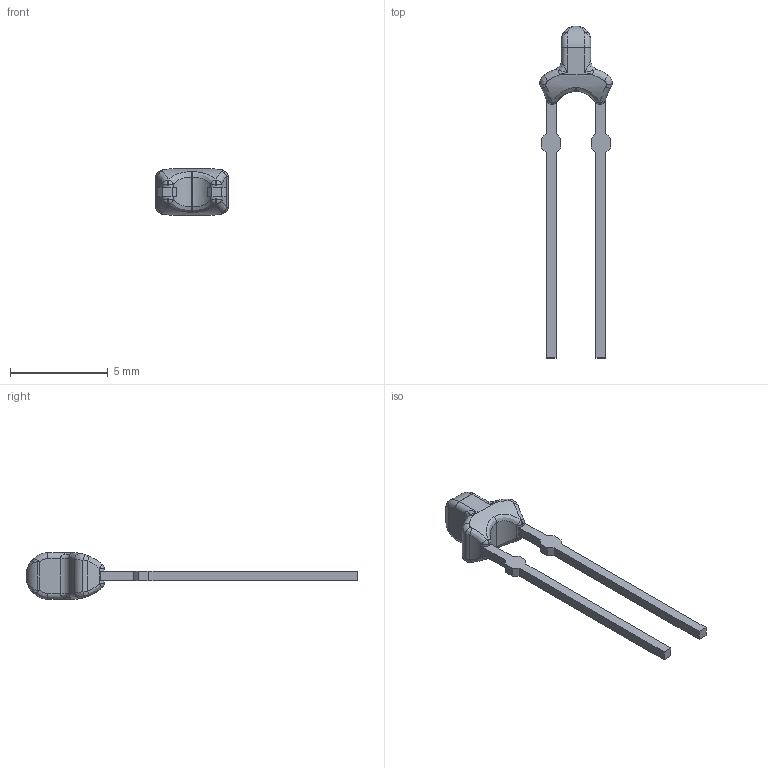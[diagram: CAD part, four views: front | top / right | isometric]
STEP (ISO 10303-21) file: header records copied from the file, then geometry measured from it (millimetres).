
FILE_DESCRIPTION (( 'STEP AP214' ), '1' );
FILE_NAME ('103AT-2.STEP', '2023-09-22T09:23:30', ( '' ), ( '' ), 'SwSTEP 2.0', 'SolidWorks 2022', '' );
FILE_SCHEMA (( 'AUTOMOTIVE_DESIGN' ));
Length unit declared in the file: millimetre
Products named in the file (1): 103AT-2
Bounding box: 3.7 x 17 x 2.4 mm (x, y, z)
Volume: 23.7 mm3; surface area: 94.2 mm2
Topology: 1 solids, 1 shells, 135 faces, 344 edges, 189 vertices
Faces by surface type: bspline 54, plane 34, cylinder 31, sphere 12, torus 4
Entity records: 6421 total; most frequent: CARTESIAN_POINT 2201, ORIENTED_EDGE 644, DIRECTION 446, EDGE_CURVE 322, VERTEX_POINT 189, AXIS2_PLACEMENT_3D 162, UNCERTAINTY_MEASURE_WITH_UNIT 138, FILL_AREA_STYLE 137
